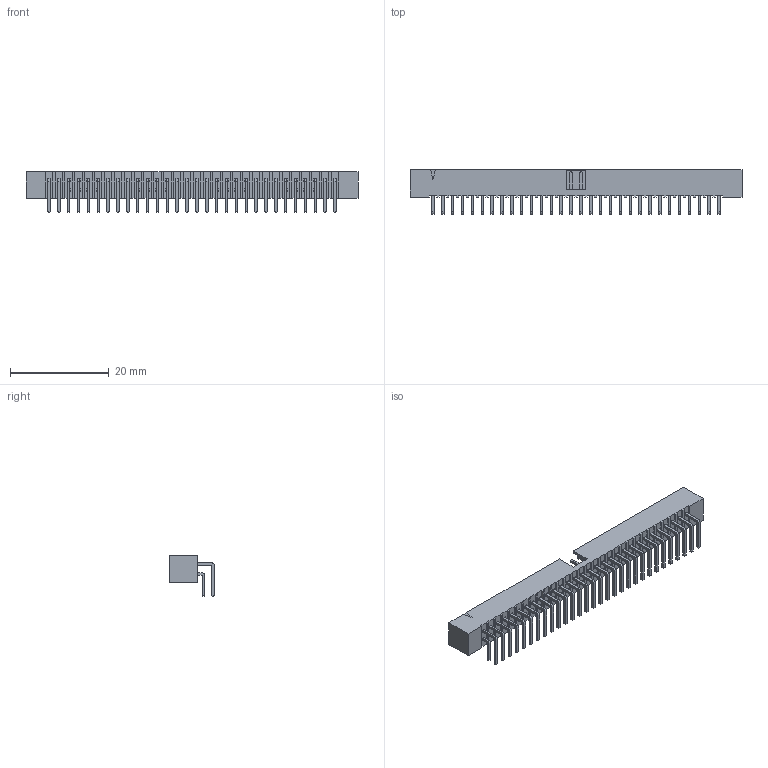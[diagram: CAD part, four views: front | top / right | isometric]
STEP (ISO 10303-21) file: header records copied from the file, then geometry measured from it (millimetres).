
FILE_DESCRIPTION (( 'STEP AP203' ), '1' );
FILE_NAME ('11096, SBH21-NBPN-D30-RA-_ _.STEP', '2015-09-03T08:12:12', ( 'LUANN HERRING' ), ( 'SULLINS' ), 'SwSTEP 2.0', 'SolidWorks 2015', '' );
FILE_SCHEMA (( 'CONFIG_CONTROL_DESIGN' ));
Length unit declared in the file: inch
Products named in the file (2): 11096, SBH21-NBPN-D30-RA-_ _
Bounding box: 67.3 x 9.1 x 8.2 mm (x, y, z)
Volume: 956.5 mm3; surface area: 3542.8 mm2
Topology: 1 solids, 1 shells, 1642 faces, 3836 edges, 2316 vertices
Faces by surface type: plane 1582, cylinder 60
Entity records: 45145 total; most frequent: CARTESIAN_POINT 7796, ORIENTED_EDGE 7672, DIRECTION 7244, EDGE_CURVE 3836, VECTOR 3716, LINE 3716, VERTEX_POINT 2316, AXIS2_PLACEMENT_3D 1764
